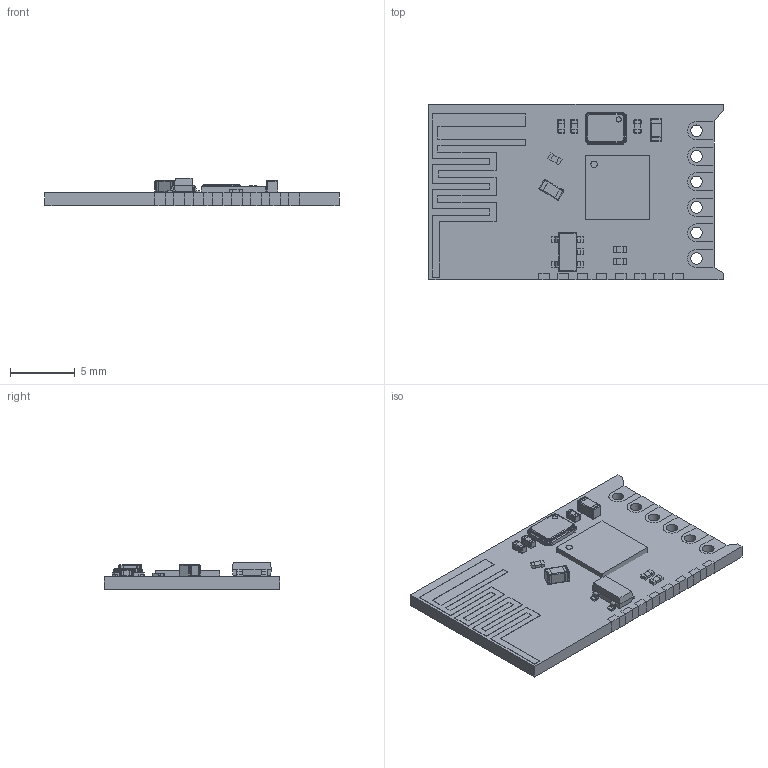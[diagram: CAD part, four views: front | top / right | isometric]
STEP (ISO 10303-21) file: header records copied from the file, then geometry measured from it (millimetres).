
FILE_DESCRIPTION(/* description */ (''),/* implementation_level */ '2;1');
FILE_NAME(/* name */ 'JDY40 v4.step',/* time_stamp */ '2021-08-14T22:52:01+03:00',/* author */ (''),/* organization */ (''),/* preprocessor_version */ 'ST-DEVELOPER v18.1',/* originating_system */ 'Autodesk Translation Framework v10.9.0.1377',/* authorisation */ '');
FILE_SCHEMA (('AUTOMOTIVE_DESIGN { 1 0 10303 214 3 1 1 }'));
Length unit declared in the file: millimetre
Products named in the file (7): JDY40; C0402; C0603; R0402; SOT-23-5; QFN24; Resonator_3225
Assembly tree (12 placements, depth 2):
  JDY40
    C0402  x4
    C0603  x2
    R0402  x3
    SOT-23-5
    QFN24
    Resonator_3225
Bounding box: 22.8 x 13.6 x 2.1 mm (x, y, z)
Volume: 334.3 mm3; surface area: 1012.3 mm2
Topology: 45 solids, 45 shells, 1512 faces, 3621 edges, 2124 vertices
Faces by surface type: plane 888, cylinder 412, sphere 144, torus 60, bspline 8
Full cylindrical faces by diameter (mm): 0.4 x1, 0.5 x1, 0.9 x6
Entity records: 30186 total; most frequent: CARTESIAN_POINT 5746, DIRECTION 4843, ORIENTED_EDGE 4830, EDGE_CURVE 2415, LINE 1913, VECTOR 1913, VERTEX_POINT 1534, AXIS2_PLACEMENT_3D 1465
